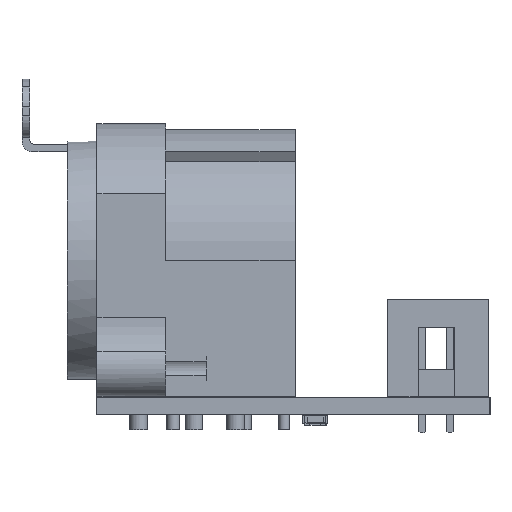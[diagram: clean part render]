
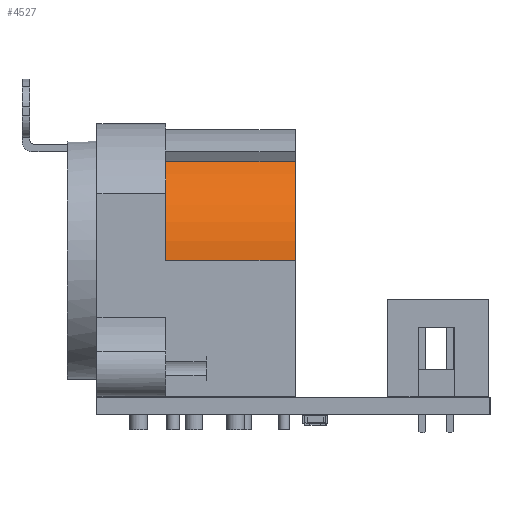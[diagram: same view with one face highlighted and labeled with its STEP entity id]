
A CAD part, left-side view. The second image highlights one B-rep face of the part: STEP entity #4527.
In plain terms, the highlighted cylindrical face has radius 10.9 mm (diameter 21.8 mm), a partial arc.
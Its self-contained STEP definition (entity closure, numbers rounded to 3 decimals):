
#2089 = PLANE('',#2090);
#2090 = AXIS2_PLACEMENT_3D('',#2091,#2092,#2093);
#2091 = CARTESIAN_POINT('',(9.9,-9.9,-6.3));
#2092 = DIRECTION('',(0.,0.,1.));
#2093 = DIRECTION('',(1.,0.,-0.));
#2177 = PLANE('',#2178);
#2178 = AXIS2_PLACEMENT_3D('',#2179,#2180,#2181);
#2179 = CARTESIAN_POINT('',(10.9,-5.235,-6.3));
#2180 = DIRECTION('',(1.,0.,0.));
#2181 = DIRECTION('',(0.,1.,0.));
#2510 = PLANE('',#2511);
#2511 = AXIS2_PLACEMENT_3D('',#2512,#2513,#2514);
#2512 = CARTESIAN_POINT('',(0.,0.,-18.15));
#2513 = DIRECTION('',(0.,0.,-1.));
#2514 = DIRECTION('',(-1.,0.,0.));
#4395 = PLANE('',#4396);
#4396 = AXIS2_PLACEMENT_3D('',#4397,#4398,#4399);
#4397 = CARTESIAN_POINT('',(6.679,9.969,-18.15));
#4398 = DIRECTION('',(-0.866,0.5,0.));
#4399 = DIRECTION('',(-0.5,-0.866,0.));
#4457 = VERTEX_POINT('',#4458);
#4458 = CARTESIAN_POINT('',(6.128,9.014,-18.15));
#4479 = EDGE_CURVE('',#4457,#4480,#4482,.T.);
#4480 = VERTEX_POINT('',#4481);
#4481 = CARTESIAN_POINT('',(6.128,9.014,-6.3));
#4482 = SURFACE_CURVE('',#4483,(#4487,#4494),.PCURVE_S1.);
#4483 = LINE('',#4484,#4485);
#4484 = CARTESIAN_POINT('',(6.128,9.014,-18.15));
#4485 = VECTOR('',#4486,1.);
#4486 = DIRECTION('',(0.,0.,1.));
#4487 = PCURVE('',#4395,#4488);
#4488 = DEFINITIONAL_REPRESENTATION('',(#4489),#4493);
#4489 = LINE('',#4490,#4491);
#4490 = CARTESIAN_POINT('',(1.103,0.));
#4491 = VECTOR('',#4492,1.);
#4492 = DIRECTION('',(0.,1.));
#4493 = ( GEOMETRIC_REPRESENTATION_CONTEXT(2) 
PARAMETRIC_REPRESENTATION_CONTEXT() REPRESENTATION_CONTEXT('2D SPACE',''
  ) );
#4494 = PCURVE('',#4495,#4500);
#4495 = CYLINDRICAL_SURFACE('',#4496,10.9);
#4496 = AXIS2_PLACEMENT_3D('',#4497,#4498,#4499);
#4497 = CARTESIAN_POINT('',(0.,0.,-18.15));
#4498 = DIRECTION('',(0.,0.,1.));
#4499 = DIRECTION('',(1.,0.,-0.));
#4500 = DEFINITIONAL_REPRESENTATION('',(#4501),#4505);
#4501 = LINE('',#4502,#4503);
#4502 = CARTESIAN_POINT('',(0.974,0.));
#4503 = VECTOR('',#4504,1.);
#4504 = DIRECTION('',(0.,1.));
#4505 = ( GEOMETRIC_REPRESENTATION_CONTEXT(2) 
PARAMETRIC_REPRESENTATION_CONTEXT() REPRESENTATION_CONTEXT('2D SPACE',''
  ) );
#4527 = ADVANCED_FACE('',(#4528),#4495,.T.);
#4528 = FACE_BOUND('',#4529,.T.);
#4529 = EDGE_LOOP('',(#4530,#4558,#4581,#4603));
#4530 = ORIENTED_EDGE('',*,*,#4531,.T.);
#4531 = EDGE_CURVE('',#4480,#4532,#4534,.T.);
#4532 = VERTEX_POINT('',#4533);
#4533 = CARTESIAN_POINT('',(10.9,0.,-6.3));
#4534 = SURFACE_CURVE('',#4535,(#4540,#4547),.PCURVE_S1.);
#4535 = CIRCLE('',#4536,10.9);
#4536 = AXIS2_PLACEMENT_3D('',#4537,#4538,#4539);
#4537 = CARTESIAN_POINT('',(0.,0.,-6.3));
#4538 = DIRECTION('',(0.,0.,-1.));
#4539 = DIRECTION('',(-1.,0.,0.));
#4540 = PCURVE('',#4495,#4541);
#4541 = DEFINITIONAL_REPRESENTATION('',(#4542),#4546);
#4542 = LINE('',#4543,#4544);
#4543 = CARTESIAN_POINT('',(3.142,11.85));
#4544 = VECTOR('',#4545,1.);
#4545 = DIRECTION('',(-1.,0.));
#4546 = ( GEOMETRIC_REPRESENTATION_CONTEXT(2) 
PARAMETRIC_REPRESENTATION_CONTEXT() REPRESENTATION_CONTEXT('2D SPACE',''
  ) );
#4547 = PCURVE('',#2089,#4548);
#4548 = DEFINITIONAL_REPRESENTATION('',(#4549),#4557);
#4549 = ( BOUNDED_CURVE() B_SPLINE_CURVE(2,(#4550,#4551,#4552,#4553,
#4554,#4555,#4556),.UNSPECIFIED.,.T.,.F.) B_SPLINE_CURVE_WITH_KNOTS((1,2
    ,2,2,2,1),(-2.094,0.,2.094,4.189,
6.283,8.378),.UNSPECIFIED.) CURVE() 
GEOMETRIC_REPRESENTATION_ITEM() RATIONAL_B_SPLINE_CURVE((1.,0.5,1.,0.5,
1.,0.5,1.)) REPRESENTATION_ITEM('') );
#4550 = CARTESIAN_POINT('',(-20.8,9.9));
#4551 = CARTESIAN_POINT('',(-20.8,28.779));
#4552 = CARTESIAN_POINT('',(-4.45,19.34));
#4553 = CARTESIAN_POINT('',(11.9,9.9));
#4554 = CARTESIAN_POINT('',(-4.45,0.46));
#4555 = CARTESIAN_POINT('',(-20.8,-8.979));
#4556 = CARTESIAN_POINT('',(-20.8,9.9));
#4557 = ( GEOMETRIC_REPRESENTATION_CONTEXT(2) 
PARAMETRIC_REPRESENTATION_CONTEXT() REPRESENTATION_CONTEXT('2D SPACE',''
  ) );
#4558 = ORIENTED_EDGE('',*,*,#4559,.F.);
#4559 = EDGE_CURVE('',#4560,#4532,#4562,.T.);
#4560 = VERTEX_POINT('',#4561);
#4561 = CARTESIAN_POINT('',(10.9,0.,-18.15));
#4562 = SURFACE_CURVE('',#4563,(#4567,#4574),.PCURVE_S1.);
#4563 = LINE('',#4564,#4565);
#4564 = CARTESIAN_POINT('',(10.9,0.,-18.15));
#4565 = VECTOR('',#4566,1.);
#4566 = DIRECTION('',(0.,0.,1.));
#4567 = PCURVE('',#4495,#4568);
#4568 = DEFINITIONAL_REPRESENTATION('',(#4569),#4573);
#4569 = LINE('',#4570,#4571);
#4570 = CARTESIAN_POINT('',(0.,0.));
#4571 = VECTOR('',#4572,1.);
#4572 = DIRECTION('',(0.,1.));
#4573 = ( GEOMETRIC_REPRESENTATION_CONTEXT(2) 
PARAMETRIC_REPRESENTATION_CONTEXT() REPRESENTATION_CONTEXT('2D SPACE',''
  ) );
#4574 = PCURVE('',#2177,#4575);
#4575 = DEFINITIONAL_REPRESENTATION('',(#4576),#4580);
#4576 = LINE('',#4577,#4578);
#4577 = CARTESIAN_POINT('',(5.235,-11.85));
#4578 = VECTOR('',#4579,1.);
#4579 = DIRECTION('',(0.,1.));
#4580 = ( GEOMETRIC_REPRESENTATION_CONTEXT(2) 
PARAMETRIC_REPRESENTATION_CONTEXT() REPRESENTATION_CONTEXT('2D SPACE',''
  ) );
#4581 = ORIENTED_EDGE('',*,*,#4582,.F.);
#4582 = EDGE_CURVE('',#4457,#4560,#4583,.T.);
#4583 = SURFACE_CURVE('',#4584,(#4589,#4596),.PCURVE_S1.);
#4584 = CIRCLE('',#4585,10.9);
#4585 = AXIS2_PLACEMENT_3D('',#4586,#4587,#4588);
#4586 = CARTESIAN_POINT('',(0.,0.,-18.15));
#4587 = DIRECTION('',(0.,0.,-1.));
#4588 = DIRECTION('',(-1.,0.,0.));
#4589 = PCURVE('',#4495,#4590);
#4590 = DEFINITIONAL_REPRESENTATION('',(#4591),#4595);
#4591 = LINE('',#4592,#4593);
#4592 = CARTESIAN_POINT('',(3.142,0.));
#4593 = VECTOR('',#4594,1.);
#4594 = DIRECTION('',(-1.,0.));
#4595 = ( GEOMETRIC_REPRESENTATION_CONTEXT(2) 
PARAMETRIC_REPRESENTATION_CONTEXT() REPRESENTATION_CONTEXT('2D SPACE',''
  ) );
#4596 = PCURVE('',#2510,#4597);
#4597 = DEFINITIONAL_REPRESENTATION('',(#4598),#4602);
#4598 = CIRCLE('',#4599,10.9);
#4599 = AXIS2_PLACEMENT_2D('',#4600,#4601);
#4600 = CARTESIAN_POINT('',(0.,0.));
#4601 = DIRECTION('',(1.,0.));
#4602 = ( GEOMETRIC_REPRESENTATION_CONTEXT(2) 
PARAMETRIC_REPRESENTATION_CONTEXT() REPRESENTATION_CONTEXT('2D SPACE',''
  ) );
#4603 = ORIENTED_EDGE('',*,*,#4479,.T.);
